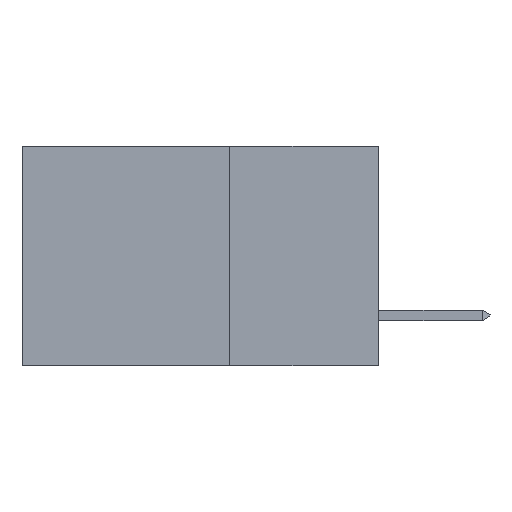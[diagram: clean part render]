
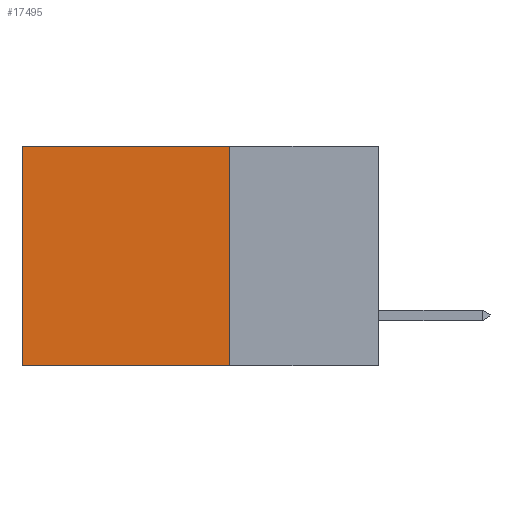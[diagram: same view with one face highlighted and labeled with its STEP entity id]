
A CAD part, left-side view. The second image highlights one B-rep face of the part: STEP entity #17495.
In plain terms, the highlighted planar face has unit normal (-1, 0, 0).
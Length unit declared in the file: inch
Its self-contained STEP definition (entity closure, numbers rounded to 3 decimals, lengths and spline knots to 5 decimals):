
#216 = CARTESIAN_POINT ( 'NONE',  ( 0.298, 0.6, 0. ) ) ;
#1010 = AXIS2_PLACEMENT_3D ( 'NONE', #3906, #9169, #6438 ) ;
#1458 = CARTESIAN_POINT ( 'NONE',  ( 0.298, 0.25, 0. ) ) ;
#1522 = DIRECTION ( 'NONE',  ( 0., 1., 0. ) ) ;
#1707 = DIRECTION ( 'NONE',  ( 0., 0., -1. ) ) ;
#2959 = EDGE_CURVE ( 'NONE', #13600, #7464, #4228, .T. ) ;
#3230 = CARTESIAN_POINT ( 'NONE',  ( 0.298, 0.6, -0.37 ) ) ;
#3784 = VECTOR ( 'NONE', #11905, 39.37008 ) ;
#3906 = CARTESIAN_POINT ( 'NONE',  ( 0.298, 0.25, 0. ) ) ;
#4228 = LINE ( 'NONE', #5254, #3784 ) ;
#5254 = CARTESIAN_POINT ( 'NONE',  ( 0.298, 0.25, 0. ) ) ;
#5458 = ORIENTED_EDGE ( 'NONE', *, *, #2959, .F. ) ;
#5535 = EDGE_CURVE ( 'NONE', #8610, #14436, #6306, .T. ) ;
#5866 = LINE ( 'NONE', #1458, #8670 ) ;
#6129 = EDGE_CURVE ( 'NONE', #13600, #8610, #5866, .T. ) ;
#6306 = LINE ( 'NONE', #16842, #12332 ) ;
#6438 = DIRECTION ( 'NONE',  ( 0., 0., -1. ) ) ;
#6502 = FACE_OUTER_BOUND ( 'NONE', #7635, .T. ) ;
#6736 = ORIENTED_EDGE ( 'NONE', *, *, #6129, .T. ) ;
#7324 = EDGE_CURVE ( 'NONE', #7464, #14436, #14667, .T. ) ;
#7464 = VERTEX_POINT ( 'NONE', #12926 ) ;
#7635 = EDGE_LOOP ( 'NONE', ( #9742, #13686, #5458, #6736 ) ) ;
#8610 = VERTEX_POINT ( 'NONE', #216 ) ;
#8670 = VECTOR ( 'NONE', #1522, 39.37008 ) ;
#9169 = DIRECTION ( 'NONE',  ( 1., 0., 0. ) ) ;
#9742 = ORIENTED_EDGE ( 'NONE', *, *, #5535, .T. ) ;
#10822 = VECTOR ( 'NONE', #11152, 39.37008 ) ;
#11152 = DIRECTION ( 'NONE',  ( 0., 1., 0. ) ) ;
#11905 = DIRECTION ( 'NONE',  ( 0., 0., -1. ) ) ;
#12332 = VECTOR ( 'NONE', #1707, 39.37008 ) ;
#12926 = CARTESIAN_POINT ( 'NONE',  ( 0.298, 0.25, -0.37 ) ) ;
#13429 = PLANE ( 'NONE',  #1010 ) ;
#13600 = VERTEX_POINT ( 'NONE', #14319 ) ;
#13686 = ORIENTED_EDGE ( 'NONE', *, *, #7324, .F. ) ;
#13858 = CARTESIAN_POINT ( 'NONE',  ( 0.298, 0.25, -0.37 ) ) ;
#14319 = CARTESIAN_POINT ( 'NONE',  ( 0.298, 0.25, 0. ) ) ;
#14436 = VERTEX_POINT ( 'NONE', #3230 ) ;
#14667 = LINE ( 'NONE', #13858, #10822 ) ;
#16842 = CARTESIAN_POINT ( 'NONE',  ( 0.298, 0.6, 0. ) ) ;
#17495 = ADVANCED_FACE ( 'NONE', ( #6502 ), #13429, .F. ) ;
